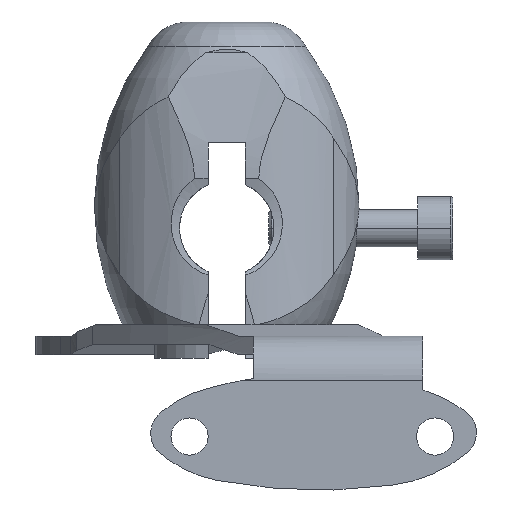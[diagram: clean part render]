
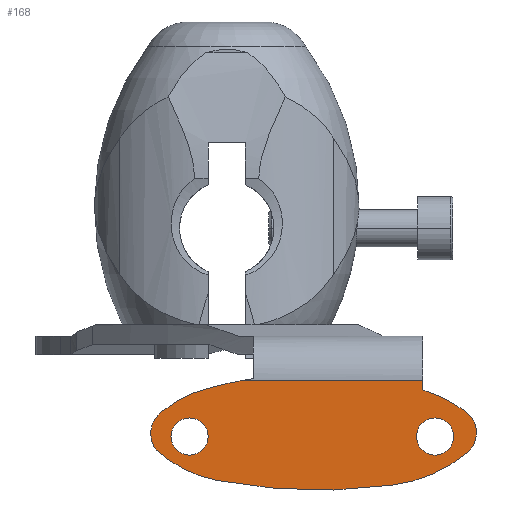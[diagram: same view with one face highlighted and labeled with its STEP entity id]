
A CAD part, front view. The second image highlights one B-rep face of the part: STEP entity #168.
In plain terms, the highlighted planar face has unit normal (0, -1, 0).
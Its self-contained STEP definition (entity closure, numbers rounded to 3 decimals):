
#168=ADVANCED_FACE('',(#409,#410,#411),#412,.T.);
#409=FACE_BOUND('',#672,.T.);
#410=FACE_BOUND('',#673,.T.);
#411=FACE_OUTER_BOUND('',#674,.T.);
#412=PLANE('',#675);
#672=EDGE_LOOP('',(#1636,#1637));
#673=EDGE_LOOP('',(#1638,#1639));
#674=EDGE_LOOP('',(#1640,#1641,#1642,#1643,#1644,#1645,#1646,#1647,#1648,#1649,#1650,#1651));
#675=AXIS2_PLACEMENT_3D('',#1652,#1653,#1654);
#1636=ORIENTED_EDGE('',*,*,#1968,.T.);
#1637=ORIENTED_EDGE('',*,*,#1967,.T.);
#1638=ORIENTED_EDGE('',*,*,#1970,.T.);
#1639=ORIENTED_EDGE('',*,*,#1963,.T.);
#1640=ORIENTED_EDGE('',*,*,#2071,.F.);
#1641=ORIENTED_EDGE('',*,*,#2053,.F.);
#1642=ORIENTED_EDGE('',*,*,#2077,.F.);
#1643=ORIENTED_EDGE('',*,*,#2079,.F.);
#1644=ORIENTED_EDGE('',*,*,#1945,.F.);
#1645=ORIENTED_EDGE('',*,*,#2082,.F.);
#1646=ORIENTED_EDGE('',*,*,#2085,.F.);
#1647=ORIENTED_EDGE('',*,*,#2088,.F.);
#1648=ORIENTED_EDGE('',*,*,#2091,.F.);
#1649=ORIENTED_EDGE('',*,*,#2092,.F.);
#1650=ORIENTED_EDGE('',*,*,#1943,.F.);
#1651=ORIENTED_EDGE('',*,*,#2095,.F.);
#1652=CARTESIAN_POINT('',(-25.79,-30.6,-11.25));
#1653=DIRECTION('',(0.0,-1.0,0.0));
#1654=DIRECTION('',(0.,0.0,-1.0));
#1943=EDGE_CURVE('',#2396,#2392,#2398,.T.);
#1945=EDGE_CURVE('',#2399,#2402,#2403,.T.);
#1963=EDGE_CURVE('',#2432,#2436,#2438,.T.);
#1967=EDGE_CURVE('',#2440,#2444,#2446,.T.);
#1968=EDGE_CURVE('',#2444,#2440,#2447,.T.);
#1970=EDGE_CURVE('',#2436,#2432,#2449,.T.);
#2053=EDGE_CURVE('',#2586,#2588,#2589,.T.);
#2071=EDGE_CURVE('',#2588,#2616,#2617,.T.);
#2077=EDGE_CURVE('',#2624,#2586,#2626,.T.);
#2079=EDGE_CURVE('',#2402,#2624,#2628,.T.);
#2082=EDGE_CURVE('',#2631,#2399,#2633,.T.);
#2085=EDGE_CURVE('',#2636,#2631,#2638,.T.);
#2088=EDGE_CURVE('',#2641,#2636,#2643,.T.);
#2091=EDGE_CURVE('',#2646,#2641,#2648,.T.);
#2092=EDGE_CURVE('',#2392,#2646,#2649,.T.);
#2095=EDGE_CURVE('',#2616,#2396,#2652,.T.);
#2392=VERTEX_POINT('',#3975);
#2396=VERTEX_POINT('',#3980);
#2398=CIRCLE('',#3983,3.605);
#2399=VERTEX_POINT('',#3984);
#2402=VERTEX_POINT('',#3988);
#2403=CIRCLE('',#3989,3.667);
#2432=VERTEX_POINT('',#4025);
#2436=VERTEX_POINT('',#4030);
#2438=CIRCLE('',#4033,2.5);
#2440=VERTEX_POINT('',#4035);
#2444=VERTEX_POINT('',#4040);
#2446=CIRCLE('',#4043,2.5);
#2447=CIRCLE('',#4044,2.5);
#2449=CIRCLE('',#4046,2.5);
#2586=VERTEX_POINT('',#4219);
#2588=VERTEX_POINT('',#4282);
#2589=LINE('',#4283,#4284);
#2616=VERTEX_POINT('',#4322);
#2617=LINE('',#4323,#4324);
#2624=VERTEX_POINT('',#4334);
#2626=CIRCLE('',#4337,62.544);
#2628=CIRCLE('',#4339,15.292);
#2631=VERTEX_POINT('',#4342);
#2633=CIRCLE('',#4345,3.667);
#2636=VERTEX_POINT('',#4348);
#2638=CIRCLE('',#4351,16.98);
#2641=VERTEX_POINT('',#4354);
#2643=CIRCLE('',#4357,72.04);
#2646=VERTEX_POINT('',#4360);
#2648=CIRCLE('',#4363,19.895);
#2649=CIRCLE('',#4364,3.605);
#2652=CIRCLE('',#4367,19.723);
#3975=CARTESIAN_POINT('',(33.551,-30.6,-10.003));
#3980=CARTESIAN_POINT('',(31.635,-30.6,-6.818));
#3983=AXIS2_PLACEMENT_3D('',#4682,#4683,#4684);
#3984=CARTESIAN_POINT('',(-10.217,-30.6,-10.111));
#3988=CARTESIAN_POINT('',(-8.863,-30.6,-7.266));
#3989=AXIS2_PLACEMENT_3D('',#4686,#4687,#4688);
#4025=CARTESIAN_POINT('',(-2.5,-30.6,-10.5));
#4030=CARTESIAN_POINT('',(-7.5,-30.6,-10.5));
#4033=AXIS2_PLACEMENT_3D('',#4722,#4723,#4724);
#4035=CARTESIAN_POINT('',(30.5,-30.6,-10.5));
#4040=CARTESIAN_POINT('',(25.5,-30.6,-10.5));
#4043=AXIS2_PLACEMENT_3D('',#4730,#4731,#4732);
#4044=AXIS2_PLACEMENT_3D('',#4733,#4734,#4735);
#4046=AXIS2_PLACEMENT_3D('',#4739,#4740,#4741);
#4219=CARTESIAN_POINT('',(1.942,-30.6,-3.0));
#4282=CARTESIAN_POINT('',(26.36,-30.6,-3.0));
#4283=CARTESIAN_POINT('',(-25.79,-30.6,-3.0));
#4284=VECTOR('',#4913,1.0);
#4322=CARTESIAN_POINT('',(26.36,-30.6,-4.238));
#4323=CARTESIAN_POINT('',(26.36,-30.6,-6.856));
#4324=VECTOR('',#4943,1.0);
#4334=CARTESIAN_POINT('',(-2.064,-30.6,-3.906));
#4337=AXIS2_PLACEMENT_3D('',#4951,#4952,#4953);
#4339=AXIS2_PLACEMENT_3D('',#4957,#4958,#4959);
#4342=CARTESIAN_POINT('',(-9.476,-30.6,-12.322));
#4345=AXIS2_PLACEMENT_3D('',#4964,#4965,#4966);
#4348=CARTESIAN_POINT('',(-1.341,-30.6,-16.393));
#4351=AXIS2_PLACEMENT_3D('',#4971,#4972,#4973);
#4354=CARTESIAN_POINT('',(22.285,-30.6,-17.038));
#4357=AXIS2_PLACEMENT_3D('',#4978,#4979,#4980);
#4360=CARTESIAN_POINT('',(32.407,-30.6,-12.636));
#4363=AXIS2_PLACEMENT_3D('',#4985,#4986,#4987);
#4364=AXIS2_PLACEMENT_3D('',#4988,#4989,#4990);
#4367=AXIS2_PLACEMENT_3D('',#4997,#4998,#4999);
#4682=CARTESIAN_POINT('',(29.946,-30.6,-10.003));
#4683=DIRECTION('',(0.0,1.0,0.0));
#4684=DIRECTION('',(-1.0,0.0,0.));
#4686=CARTESIAN_POINT('',(-6.549,-30.6,-10.111));
#4687=DIRECTION('',(0.0,1.0,0.0));
#4688=DIRECTION('',(-1.0,0.0,0.));
#4722=CARTESIAN_POINT('',(-5.0,-30.6,-10.5));
#4723=DIRECTION('',(-0.0,1.0,0.0));
#4724=DIRECTION('',(1.0,0.0,0.0));
#4730=CARTESIAN_POINT('',(28.0,-30.6,-10.5));
#4731=DIRECTION('',(-0.0,1.0,0.0));
#4732=DIRECTION('',(1.0,0.0,0.0));
#4733=CARTESIAN_POINT('',(28.0,-30.6,-10.5));
#4734=DIRECTION('',(-0.0,1.0,0.0));
#4735=DIRECTION('',(1.0,0.0,0.0));
#4739=CARTESIAN_POINT('',(-5.0,-30.6,-10.5));
#4740=DIRECTION('',(-0.0,1.0,0.0));
#4741=DIRECTION('',(1.0,0.0,0.0));
#4913=DIRECTION('',(1.0,0.0,0.));
#4943=DIRECTION('',(0.,0.0,-1.0));
#4951=CARTESIAN_POINT('',(13.725,-30.6,-64.424));
#4952=DIRECTION('',(0.0,1.0,0.0));
#4953=DIRECTION('',(-1.0,0.0,0.));
#4957=CARTESIAN_POINT('',(1.1,-30.6,-18.867));
#4958=DIRECTION('',(0.0,1.0,0.0));
#4959=DIRECTION('',(-1.0,0.0,0.));
#4964=CARTESIAN_POINT('',(-6.549,-30.6,-10.111));
#4965=DIRECTION('',(0.0,1.0,0.0));
#4966=DIRECTION('',(-1.0,0.0,0.));
#4971=CARTESIAN_POINT('',(1.913,-30.6,0.273));
#4972=DIRECTION('',(0.0,1.0,0.0));
#4973=DIRECTION('',(-1.0,0.0,0.));
#4978=CARTESIAN_POINT('',(12.412,-30.6,54.322));
#4979=DIRECTION('',(0.0,1.0,0.0));
#4980=DIRECTION('',(-1.0,0.0,0.));
#4985=CARTESIAN_POINT('',(19.724,-30.6,2.692));
#4986=DIRECTION('',(0.0,1.0,0.0));
#4987=DIRECTION('',(-1.0,0.0,0.));
#4988=CARTESIAN_POINT('',(29.946,-30.6,-10.003));
#4989=DIRECTION('',(0.0,1.0,0.0));
#4990=DIRECTION('',(-1.0,0.0,0.));
#4997=CARTESIAN_POINT('',(20.426,-30.6,-23.047));
#4998=DIRECTION('',(0.0,1.0,0.0));
#4999=DIRECTION('',(-1.0,0.0,0.));
